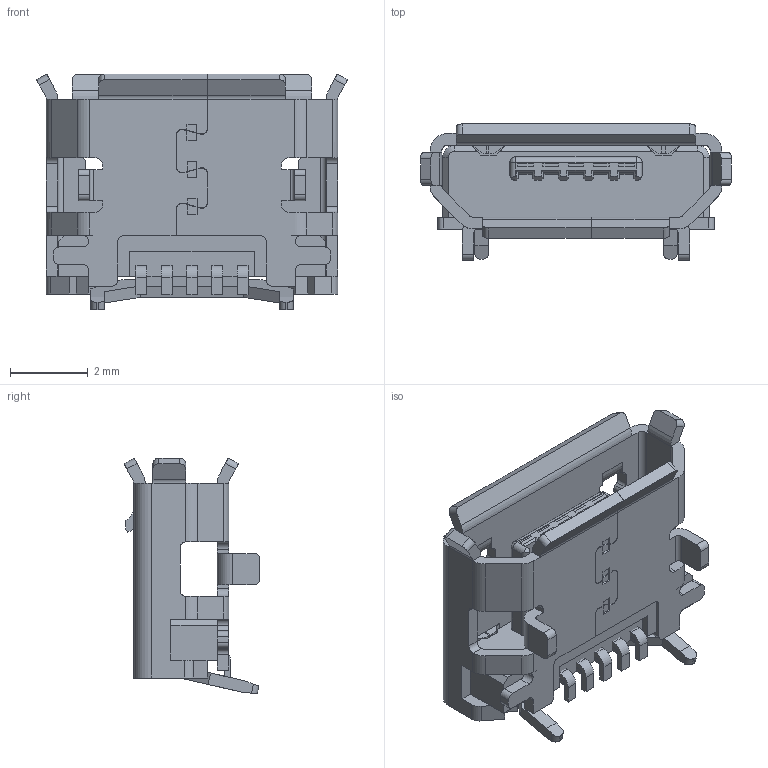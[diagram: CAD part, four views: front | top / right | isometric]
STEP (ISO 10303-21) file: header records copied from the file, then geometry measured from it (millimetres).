
FILE_DESCRIPTION (( 'STEP AP203' ), '1' );
FILE_NAME ('UBAF-0110.STEP', '2020-10-22T05:39:59', ( '' ), ( '' ), 'SwSTEP 2.0', 'SolidWorks 2016', '' );
FILE_SCHEMA (( 'CONFIG_CONTROL_DESIGN' ));
Length unit declared in the file: millimetre
Products named in the file (8): CONTACT____3-1; UBAF-0110; SHELL___-1; CONTACT___-1; CONTACT____1-1; CONTACT____2-1; HOUSING___-1; CONTACT____4-1
Assembly tree (7 placements, depth 2):
  UBAF-0110
    CONTACT___-1
    CONTACT____1-1
    CONTACT____2-1
    CONTACT____3-1
    CONTACT____4-1
    HOUSING___-1
    SHELL___-1
Bounding box: 7.99 x 3.49 x 6.06 mm (x, y, z)
Volume: 44 mm3; surface area: 311.6 mm2
Topology: 7 solids, 7 shells, 835 faces, 2401 edges, 1572 vertices
Faces by surface type: plane 591, cylinder 222, bspline 20, cone 2
Entity records: 29167 total; most frequent: CARTESIAN_POINT 6211, ORIENTED_EDGE 4802, DIRECTION 4407, EDGE_CURVE 2401, VECTOR 1919, LINE 1919, VERTEX_POINT 1572, AXIS2_PLACEMENT_3D 1244
